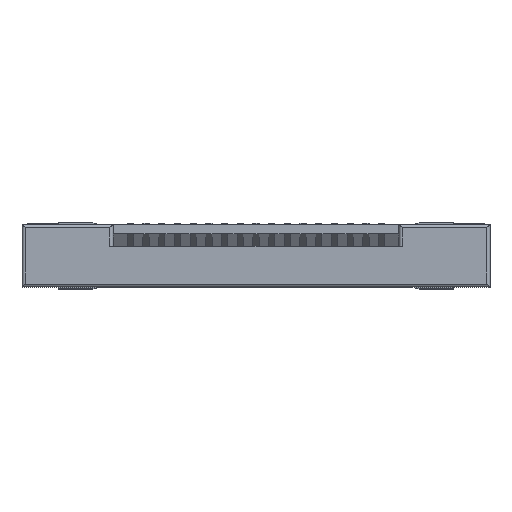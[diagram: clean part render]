
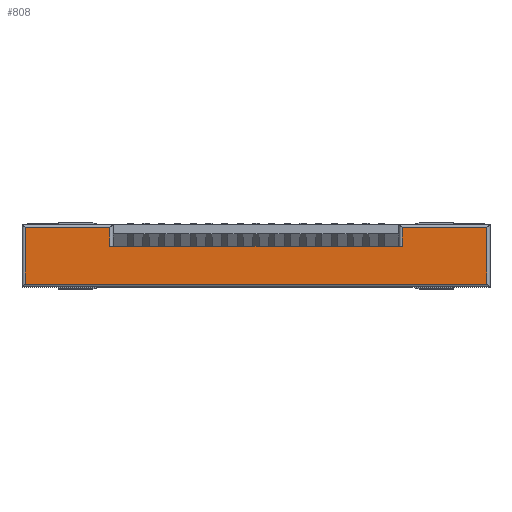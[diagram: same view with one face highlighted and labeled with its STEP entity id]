
A CAD part, top view. The second image highlights one B-rep face of the part: STEP entity #808.
In plain terms, the highlighted planar face has unit normal (0, 0, 1).
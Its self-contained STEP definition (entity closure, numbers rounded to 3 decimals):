
#808 = ADVANCED_FACE( '', ( #1947 ), #1948, .F. );
#1947 = FACE_OUTER_BOUND( '', #3502, .T. );
#1948 = PLANE( '', #3503 );
#3502 = EDGE_LOOP( '', ( #5235, #5236, #5237, #5238, #5239, #5240, #5241, #5242 ) );
#3503 = AXIS2_PLACEMENT_3D( '', #5243, #5244, #5245 );
#5235 = ORIENTED_EDGE( '', *, *, #10485, .T. );
#5236 = ORIENTED_EDGE( '', *, *, #10486, .F. );
#5237 = ORIENTED_EDGE( '', *, *, #10487, .T. );
#5238 = ORIENTED_EDGE( '', *, *, #10488, .T. );
#5239 = ORIENTED_EDGE( '', *, *, #10489, .T. );
#5240 = ORIENTED_EDGE( '', *, *, #10490, .T. );
#5241 = ORIENTED_EDGE( '', *, *, #10491, .T. );
#5242 = ORIENTED_EDGE( '', *, *, #10492, .T. );
#5243 = CARTESIAN_POINT( '', ( 0., 0., 0.65 ) );
#5244 = DIRECTION( '', ( 0., 0., -1. ) );
#5245 = DIRECTION( '', ( -1., 0., 0. ) );
#10485 = EDGE_CURVE( '', #12789, #12790, #12791, .F. );
#10486 = EDGE_CURVE( '', #12792, #12790, #12793, .T. );
#10487 = EDGE_CURVE( '', #12792, #12794, #12795, .F. );
#10488 = EDGE_CURVE( '', #12794, #12796, #12797, .F. );
#10489 = EDGE_CURVE( '', #12796, #12798, #12799, .F. );
#10490 = EDGE_CURVE( '', #12798, #12800, #12801, .F. );
#10491 = EDGE_CURVE( '', #12800, #12802, #12803, .F. );
#10492 = EDGE_CURVE( '', #12802, #12789, #12804, .F. );
#12789 = VERTEX_POINT( '', #16144 );
#12790 = VERTEX_POINT( '', #16145 );
#12791 = LINE( '', #16146, #16147 );
#12792 = VERTEX_POINT( '', #16148 );
#12793 = LINE( '', #16149, #16150 );
#12794 = VERTEX_POINT( '', #16151 );
#12795 = LINE( '', #16152, #16153 );
#12796 = VERTEX_POINT( '', #16154 );
#12797 = LINE( '', #16155, #16156 );
#12798 = VERTEX_POINT( '', #16157 );
#12799 = LINE( '', #16158, #16159 );
#12800 = VERTEX_POINT( '', #16160 );
#12801 = LINE( '', #16161, #16162 );
#12802 = VERTEX_POINT( '', #16163 );
#12803 = LINE( '', #16164, #16165 );
#12804 = LINE( '', #16166, #16167 );
#16144 = CARTESIAN_POINT( '', ( 4.65, 0.9, 0.65 ) );
#16145 = CARTESIAN_POINT( '', ( 4.65, 0.3, 0.65 ) );
#16146 = CARTESIAN_POINT( '', ( 4.65, 0.3, 0.65 ) );
#16147 = VECTOR( '', #20535, 1000. );
#16148 = CARTESIAN_POINT( '', ( -4.65, 0.3, 0.65 ) );
#16149 = CARTESIAN_POINT( '', ( -4.55, 0.3, 0.65 ) );
#16150 = VECTOR( '', #20536, 1000. );
#16151 = CARTESIAN_POINT( '', ( -4.65, 0.9, 0.65 ) );
#16152 = CARTESIAN_POINT( '', ( -4.65, 1., 0.65 ) );
#16153 = VECTOR( '', #20537, 1000. );
#16154 = CARTESIAN_POINT( '', ( -7.35, 0.9, 0.65 ) );
#16155 = CARTESIAN_POINT( '', ( -7.45, 0.9, 0.65 ) );
#16156 = VECTOR( '', #20538, 1000. );
#16157 = CARTESIAN_POINT( '', ( -7.35, -0.9, 0.65 ) );
#16158 = CARTESIAN_POINT( '', ( -7.35, -1., 0.65 ) );
#16159 = VECTOR( '', #20539, 1000. );
#16160 = CARTESIAN_POINT( '', ( 7.35, -0.9, 0.65 ) );
#16161 = CARTESIAN_POINT( '', ( 7.45, -0.9, 0.65 ) );
#16162 = VECTOR( '', #20540, 1000. );
#16163 = CARTESIAN_POINT( '', ( 7.35, 0.9, 0.65 ) );
#16164 = CARTESIAN_POINT( '', ( 7.35, 1., 0.65 ) );
#16165 = VECTOR( '', #20541, 1000. );
#16166 = CARTESIAN_POINT( '', ( 4.55, 0.9, 0.65 ) );
#16167 = VECTOR( '', #20542, 1000. );
#20535 = DIRECTION( '', ( 0., 1., 0. ) );
#20536 = DIRECTION( '', ( 1., 0., 0. ) );
#20537 = DIRECTION( '', ( 0., -1., 0. ) );
#20538 = DIRECTION( '', ( 1., 0., 0. ) );
#20539 = DIRECTION( '', ( 0., 1., 0. ) );
#20540 = DIRECTION( '', ( -1., 0., 0. ) );
#20541 = DIRECTION( '', ( 0., -1., 0. ) );
#20542 = DIRECTION( '', ( 1., 0., 0. ) );
